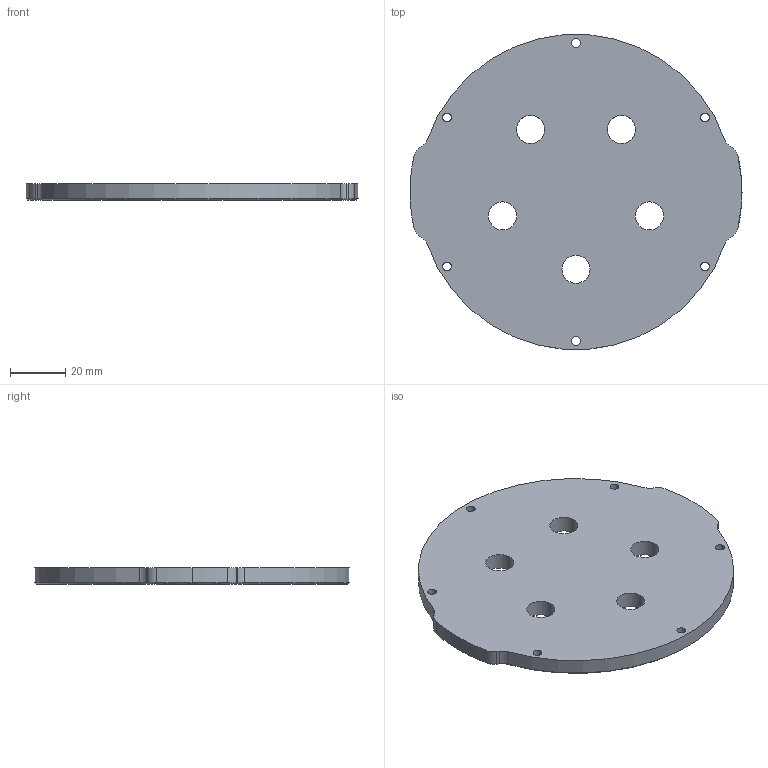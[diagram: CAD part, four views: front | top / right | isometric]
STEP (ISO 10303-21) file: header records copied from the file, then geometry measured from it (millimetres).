
FILE_DESCRIPTION (( 'STEP AP214' ), '1' );
FILE_NAME ('WTE4-M-END-CAP-5-HOLE-R1.STEP', '2018-10-16T22:44:53', ( '' ), ( '' ), 'SwSTEP 2.0', 'SolidWorks 2016', '' );
FILE_SCHEMA (( 'AUTOMOTIVE_DESIGN' ));
Length unit declared in the file: millimetre
Products named in the file (1): WTE4-M-END-CAP-5-HOLE-R1
Bounding box: 120.3 x 113.92 x 6 mm (x, y, z)
Volume: 59958.8 mm3; surface area: 23411.1 mm2
Topology: 1 solids, 1 shells, 58 faces, 152 edges, 96 vertices
Faces by surface type: cylinder 35, cone 13, plane 10
Entity records: 1890 total; most frequent: DIRECTION 354, CARTESIAN_POINT 307, ORIENTED_EDGE 304, EDGE_CURVE 152, AXIS2_PLACEMENT_3D 143, VERTEX_POINT 96, CIRCLE 84, EDGE_LOOP 80
